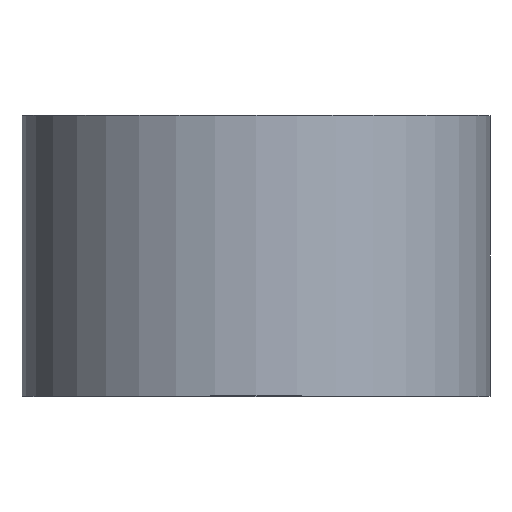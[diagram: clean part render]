
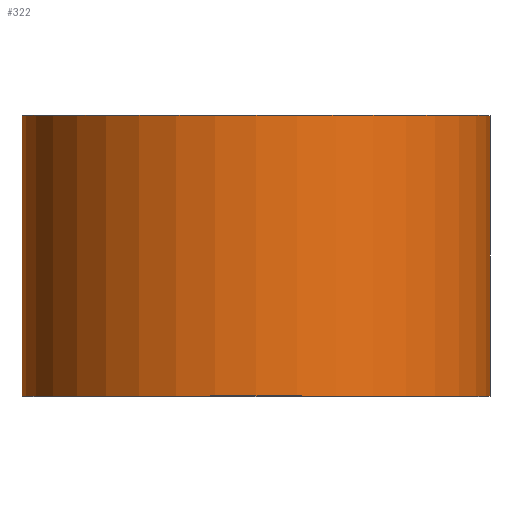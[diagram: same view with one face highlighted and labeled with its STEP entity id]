
A CAD part, top view. The second image highlights one B-rep face of the part: STEP entity #322.
In plain terms, the highlighted cylindrical face has radius 12.5 mm (diameter 25 mm), a partial arc.
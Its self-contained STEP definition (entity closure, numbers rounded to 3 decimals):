
#6=CARTESIAN_POINT('',(0.,0.,0.));
#7=DIRECTION('',(0.,1.,0.));
#8=DIRECTION('',(-1.,0.,0.));
#9=AXIS2_PLACEMENT_3D('',#6,#7,#8);
#61=DIRECTION('',(0.,1.,0.));
#62=VECTOR('',#61,15.);
#63=CARTESIAN_POINT('',(12.5,0.,0.));
#64=LINE('',#63,#62);
#65=DIRECTION('',(0.,1.,0.));
#66=VECTOR('',#65,15.);
#67=CARTESIAN_POINT('',(-12.5,0.,0.));
#68=LINE('',#67,#66);
#74=CARTESIAN_POINT('',(0.,15.,0.));
#75=DIRECTION('',(0.,1.,0.));
#76=DIRECTION('',(-1.,0.,0.));
#77=AXIS2_PLACEMENT_3D('',#74,#75,#76);
#197=CARTESIAN_POINT('',(12.5,0.,0.));
#198=CARTESIAN_POINT('',(-12.5,0.,0.));
#199=VERTEX_POINT('',#197);
#200=VERTEX_POINT('',#198);
#201=CARTESIAN_POINT('',(12.5,15.,0.));
#202=CARTESIAN_POINT('',(-12.5,15.,0.));
#203=VERTEX_POINT('',#201);
#204=VERTEX_POINT('',#202);
#310=CARTESIAN_POINT('',(0.,0.,0.));
#311=DIRECTION('',(0.,1.,0.));
#312=DIRECTION('',(1.,0.,0.));
#313=AXIS2_PLACEMENT_3D('',#310,#311,#312);
#314=CYLINDRICAL_SURFACE('',#313,12.5);
#315=ORIENTED_EDGE('',*,*,#260,.F.);
#316=ORIENTED_EDGE('',*,*,#305,.T.);
#318=ORIENTED_EDGE('',*,*,#317,.T.);
#319=ORIENTED_EDGE('',*,*,#301,.F.);
#320=EDGE_LOOP('',(#315,#316,#318,#319));
#321=FACE_OUTER_BOUND('',#320,.F.);
#322=ADVANCED_FACE('',(#321),#314,.T.);
#10=CIRCLE('',#9,12.5);
#78=CIRCLE('',#77,12.5);
#260=EDGE_CURVE('',#200,#199,#10,.T.);
#301=EDGE_CURVE('',#199,#203,#64,.T.);
#305=EDGE_CURVE('',#200,#204,#68,.T.);
#317=EDGE_CURVE('',#204,#203,#78,.T.);
